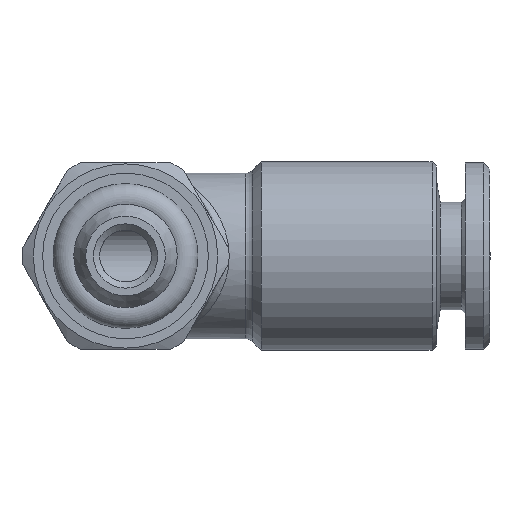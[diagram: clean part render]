
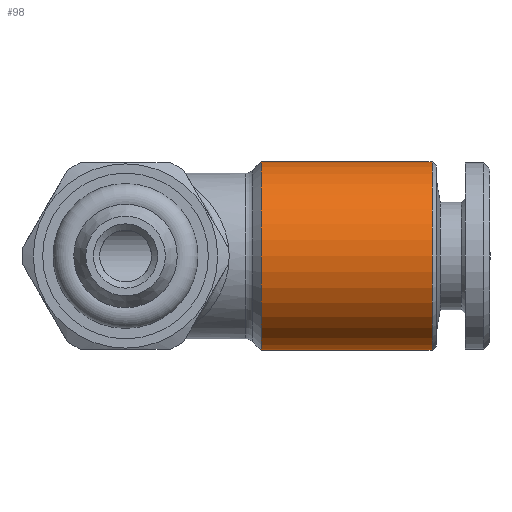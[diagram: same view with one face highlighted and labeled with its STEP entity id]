
A CAD part, front view. The second image highlights one B-rep face of the part: STEP entity #98.
In plain terms, the highlighted cylindrical face has radius 4.55 mm (diameter 9.1 mm), a full revolution.
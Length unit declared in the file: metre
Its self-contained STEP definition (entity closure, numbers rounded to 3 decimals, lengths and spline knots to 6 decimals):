
#98 = ADVANCED_FACE( 'NONE', ( #241, #242 ), #243, .T. );
#241 = FACE_OUTER_BOUND( '', #450, .T. );
#242 = FACE_OUTER_BOUND( '', #451, .T. );
#243 = CYLINDRICAL_SURFACE( '', #452, 0.00455 );
#450 = EDGE_LOOP( '', ( #951 ) );
#451 = EDGE_LOOP( '', ( #952 ) );
#452 = AXIS2_PLACEMENT_3D( '', #953, #954, #955 );
#951 = ORIENTED_EDGE( '', *, *, #1325, .T. );
#952 = ORIENTED_EDGE( '', *, *, #1326, .T. );
#953 = CARTESIAN_POINT( '', ( 0., 0., 0. ) );
#954 = DIRECTION( '', ( 1., 0., 0. ) );
#955 = DIRECTION( '', ( 0., 0., 1. ) );
#1325 = EDGE_CURVE( 'NONE', #1508, #1508, #1509, .T. );
#1326 = EDGE_CURVE( 'NONE', #1510, #1510, #1511, .T. );
#1508 = VERTEX_POINT( '', #1836 );
#1509 = CIRCLE( '', #1837, 0.00455 );
#1510 = VERTEX_POINT( '', #1838 );
#1511 = CIRCLE( '', #1839, 0.00455 );
#1836 = CARTESIAN_POINT( '', ( 0.00655, 0., -0.00455 ) );
#1837 = AXIS2_PLACEMENT_3D( '', #2257, #2258, #2259 );
#1838 = CARTESIAN_POINT( '', ( 0.0148, 0., 0.00455 ) );
#1839 = AXIS2_PLACEMENT_3D( '', #2260, #2261, #2262 );
#2257 = CARTESIAN_POINT( '', ( 0.00655, 0., 0. ) );
#2258 = DIRECTION( '', ( 1., 0., 0. ) );
#2259 = DIRECTION( '', ( 0., 0., -1. ) );
#2260 = CARTESIAN_POINT( '', ( 0.0148, 0., 0. ) );
#2261 = DIRECTION( '', ( -1., 0., 0. ) );
#2262 = DIRECTION( '', ( 0., 0., 1. ) );
